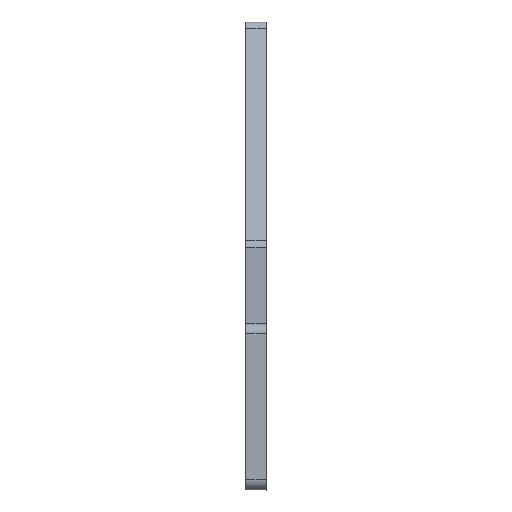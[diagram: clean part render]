
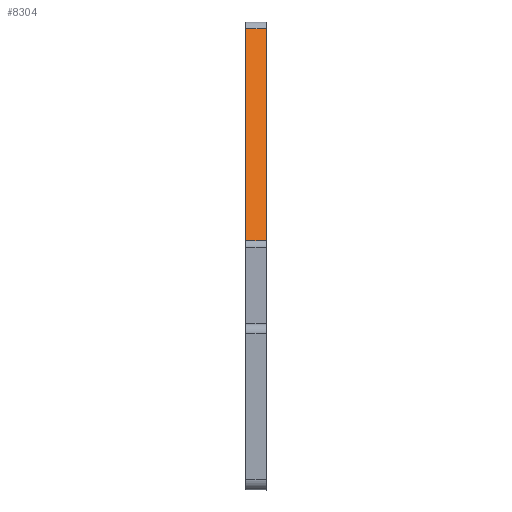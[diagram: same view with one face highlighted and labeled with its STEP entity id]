
A CAD part, front view. The second image highlights one B-rep face of the part: STEP entity #8304.
In plain terms, the highlighted face is planar.
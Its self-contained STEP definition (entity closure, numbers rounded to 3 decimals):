
#452=FACE_OUTER_BOUND('',#970,.T.);
#970=EDGE_LOOP('',(#6381,#6382,#6383,#6384));
#1390=LINE('',#11391,#2424);
#1751=LINE('',#12502,#2785);
#2021=LINE('',#13426,#3055);
#2022=LINE('',#13428,#3056);
#2424=VECTOR('',#9321,10.);
#2785=VECTOR('',#9822,10.);
#3055=VECTOR('',#10226,10.);
#3056=VECTOR('',#10229,10.);
#3462=VERTEX_POINT('',#11388);
#3463=VERTEX_POINT('',#11390);
#3873=VERTEX_POINT('',#12480);
#3883=VERTEX_POINT('',#12500);
#4280=EDGE_CURVE('',#3462,#3463,#1390,.T.);
#4729=EDGE_CURVE('',#3873,#3883,#1751,.T.);
#5068=EDGE_CURVE('',#3463,#3883,#2021,.T.);
#5069=EDGE_CURVE('',#3873,#3462,#2022,.T.);
#6381=ORIENTED_EDGE('',*,*,#5068,.F.);
#6382=ORIENTED_EDGE('',*,*,#4280,.F.);
#6383=ORIENTED_EDGE('',*,*,#5069,.F.);
#6384=ORIENTED_EDGE('',*,*,#4729,.T.);
#7926=PLANE('',#8860);
#8304=ADVANCED_FACE('',(#452),#7926,.T.);
#8860=AXIS2_PLACEMENT_3D('',#13427,#10227,#10228);
#9321=DIRECTION('',(0.34,-0.94,0.));
#9822=DIRECTION('',(0.34,-0.94,0.));
#10226=DIRECTION('',(0.,0.,-1.));
#10227=DIRECTION('center_axis',(-0.94,-0.34,0.));
#10228=DIRECTION('ref_axis',(0.34,-0.94,0.));
#10229=DIRECTION('',(0.,0.,1.));
#11388=CARTESIAN_POINT('',(97.545,-54.865,4.));
#11390=CARTESIAN_POINT('',(112.384,-95.891,4.));
#11391=CARTESIAN_POINT('',(97.296,-54.176,4.));
#12480=CARTESIAN_POINT('',(97.545,-54.865,0.));
#12500=CARTESIAN_POINT('',(112.384,-95.891,0.));
#12502=CARTESIAN_POINT('',(104.88,-75.144,0.));
#13426=CARTESIAN_POINT('',(112.384,-95.891,0.));
#13427=CARTESIAN_POINT('Origin',(97.216,-53.956,0.));
#13428=CARTESIAN_POINT('',(97.545,-54.865,0.));
